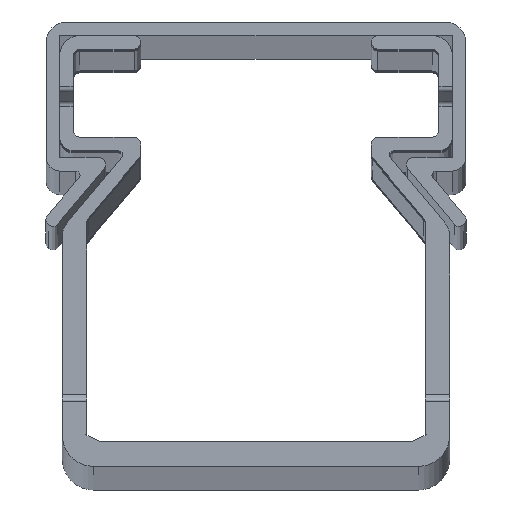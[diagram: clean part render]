
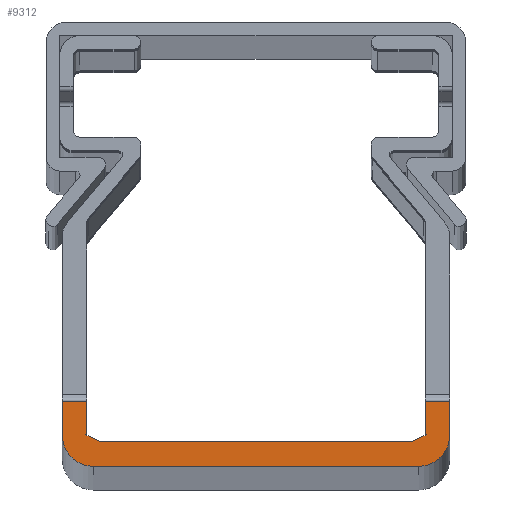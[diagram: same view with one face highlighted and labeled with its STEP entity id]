
A CAD part, top view. The second image highlights one B-rep face of the part: STEP entity #9312.
In plain terms, the highlighted planar face has unit normal (0, 0, 1).
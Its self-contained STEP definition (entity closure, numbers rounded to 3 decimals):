
#1 = DIRECTION ( 'NONE',  ( 1., 0., 0. ) ) ;
#405 = EDGE_CURVE ( 'NONE', #5242, #45887, #22415, .T. ) ;
#449 = CARTESIAN_POINT ( 'NONE',  ( 12.55, 2.325, 1000. ) ) ;
#1254 = DIRECTION ( 'NONE',  ( 0.894, -0.447, 0. ) ) ;
#1649 = ORIENTED_EDGE ( 'NONE', *, *, #11171, .F. ) ;
#1883 = ORIENTED_EDGE ( 'NONE', *, *, #27951, .F. ) ;
#2361 = CARTESIAN_POINT ( 'NONE',  ( 11.5, 1.8, 1000. ) ) ;
#2614 = EDGE_LOOP ( 'NONE', ( #35530, #9445, #26256, #29676, #14689, #30208, #1649, #20564, #35504, #25058, #43710, #41144, #39256, #38857, #24794, #1883, #25332, #7848 ) ) ;
#2699 = EDGE_CURVE ( 'NONE', #6074, #45522, #12294, .T. ) ;
#2746 = DIRECTION ( 'NONE',  ( -1., 0., 0. ) ) ;
#2900 = EDGE_CURVE ( 'NONE', #37681, #24204, #10203, .T. ) ;
#3063 = CARTESIAN_POINT ( 'NONE',  ( 0., 4.8, 1000. ) ) ;
#3293 = LINE ( 'NONE', #3063, #5133 ) ;
#3533 = EDGE_CURVE ( 'NONE', #37681, #12637, #42339, .T. ) ;
#3618 = VECTOR ( 'NONE', #16498, 1000. ) ;
#4326 = VERTEX_POINT ( 'NONE', #12745 ) ;
#4859 = AXIS2_PLACEMENT_3D ( 'NONE', #15616, #8578, #22871 ) ;
#5133 = VECTOR ( 'NONE', #20846, 1000. ) ;
#5242 = VERTEX_POINT ( 'NONE', #39005 ) ;
#5464 = EDGE_CURVE ( 'NONE', #5242, #5717, #9929, .T. ) ;
#5539 = DIRECTION ( 'NONE',  ( 0., -1., 0. ) ) ;
#5717 = VERTEX_POINT ( 'NONE', #21851 ) ;
#5739 = EDGE_CURVE ( 'NONE', #13288, #19489, #15742, .T. ) ;
#6074 = VERTEX_POINT ( 'NONE', #38668 ) ;
#6284 = DIRECTION ( 'NONE',  ( 0., 1., 0. ) ) ;
#6588 = VECTOR ( 'NONE', #22992, 1000. ) ;
#6975 = LINE ( 'NONE', #21243, #29773 ) ;
#7005 = CARTESIAN_POINT ( 'NONE',  ( 12., 2.3, 1000. ) ) ;
#7099 = LINE ( 'NONE', #32135, #21998 ) ;
#7304 = CARTESIAN_POINT ( 'NONE',  ( -12.5, 1.8, 1000. ) ) ;
#7848 = ORIENTED_EDGE ( 'NONE', *, *, #3533, .T. ) ;
#8383 = CARTESIAN_POINT ( 'NONE',  ( -12.55, 2.325, 1000. ) ) ;
#8578 = DIRECTION ( 'NONE',  ( 0., 0., 1. ) ) ;
#8623 = CARTESIAN_POINT ( 'NONE',  ( -12.5, 4.75, 1000. ) ) ;
#8700 = CARTESIAN_POINT ( 'NONE',  ( 12.5, 4.75, 1000. ) ) ;
#9185 = CARTESIAN_POINT ( 'NONE',  ( -12.5, 2.35, 1000. ) ) ;
#9312 = ADVANCED_FACE ( 'NONE', ( #28011 ), #41376, .F. ) ;
#9445 = ORIENTED_EDGE ( 'NONE', *, *, #25651, .F. ) ;
#9765 = CARTESIAN_POINT ( 'NONE',  ( 0., 0., 1000. ) ) ;
#9929 = LINE ( 'NONE', #41542, #3618 ) ;
#10203 = LINE ( 'NONE', #32188, #33260 ) ;
#10834 = VECTOR ( 'NONE', #42392, 1000. ) ;
#10843 = DIRECTION ( 'NONE',  ( -0.894, -0.447, 0. ) ) ;
#11125 = DIRECTION ( 'NONE',  ( -0.894, -0.447, 0. ) ) ;
#11171 = EDGE_CURVE ( 'NONE', #33114, #23675, #11367, .T. ) ;
#11340 = LINE ( 'NONE', #26079, #22252 ) ;
#11367 = CIRCLE ( 'NONE', #41276, 2.3 ) ;
#11982 = LINE ( 'NONE', #8700, #6588 ) ;
#12285 = VECTOR ( 'NONE', #41944, 1000. ) ;
#12294 = CIRCLE ( 'NONE', #4859, 2.3 ) ;
#12637 = VERTEX_POINT ( 'NONE', #8623 ) ;
#12745 = CARTESIAN_POINT ( 'NONE',  ( -12.55, 4.775, 1000. ) ) ;
#13288 = VERTEX_POINT ( 'NONE', #46243 ) ;
#14443 = VECTOR ( 'NONE', #5539, 1000. ) ;
#14488 = DIRECTION ( 'NONE',  ( 0., 0., -1. ) ) ;
#14530 = VECTOR ( 'NONE', #37407, 1000. ) ;
#14689 = ORIENTED_EDGE ( 'NONE', *, *, #2699, .T. ) ;
#14873 = EDGE_CURVE ( 'NONE', #28525, #33114, #11340, .T. ) ;
#15616 = CARTESIAN_POINT ( 'NONE',  ( -12., 2.3, 1000. ) ) ;
#15742 = LINE ( 'NONE', #22082, #24548 ) ;
#16498 = DIRECTION ( 'NONE',  ( 0., 1., 0. ) ) ;
#17284 = VERTEX_POINT ( 'NONE', #17975 ) ;
#17975 = CARTESIAN_POINT ( 'NONE',  ( -12.5, 4.8, 1000. ) ) ;
#19124 = CARTESIAN_POINT ( 'NONE',  ( -14.3, 0., 1000. ) ) ;
#19410 = CARTESIAN_POINT ( 'NONE',  ( -11.5, 1.8, 1000. ) ) ;
#19489 = VERTEX_POINT ( 'NONE', #26619 ) ;
#19629 = EDGE_CURVE ( 'NONE', #45887, #23359, #7099, .T. ) ;
#19985 = EDGE_CURVE ( 'NONE', #4326, #12637, #21092, .T. ) ;
#20564 = ORIENTED_EDGE ( 'NONE', *, *, #14873, .F. ) ;
#20846 = DIRECTION ( 'NONE',  ( 1., 0., 0. ) ) ;
#21092 = LINE ( 'NONE', #31161, #12285 ) ;
#21243 = CARTESIAN_POINT ( 'NONE',  ( 0., 4.8, 1000. ) ) ;
#21582 = LINE ( 'NONE', #7304, #22575 ) ;
#21851 = CARTESIAN_POINT ( 'NONE',  ( 12.5, 4.75, 1000. ) ) ;
#21911 = EDGE_CURVE ( 'NONE', #23359, #35724, #21582, .T. ) ;
#21998 = VECTOR ( 'NONE', #10843, 1000. ) ;
#22082 = CARTESIAN_POINT ( 'NONE',  ( 12.55, 4.775, 1000. ) ) ;
#22099 = VECTOR ( 'NONE', #6284, 1000. ) ;
#22252 = VECTOR ( 'NONE', #25136, 1000. ) ;
#22415 = LINE ( 'NONE', #36683, #44475 ) ;
#22575 = VECTOR ( 'NONE', #35850, 1000. ) ;
#22871 = DIRECTION ( 'NONE',  ( -1., 0., 0. ) ) ;
#22992 = DIRECTION ( 'NONE',  ( -0.894, -0.447, 0. ) ) ;
#23135 = LINE ( 'NONE', #8383, #14530 ) ;
#23359 = VERTEX_POINT ( 'NONE', #2361 ) ;
#23675 = VERTEX_POINT ( 'NONE', #25724 ) ;
#24204 = VERTEX_POINT ( 'NONE', #29885 ) ;
#24548 = VECTOR ( 'NONE', #1254, 1000. ) ;
#24794 = ORIENTED_EDGE ( 'NONE', *, *, #21911, .T. ) ;
#25058 = ORIENTED_EDGE ( 'NONE', *, *, #5739, .T. ) ;
#25097 = EDGE_CURVE ( 'NONE', #19489, #5717, #11982, .T. ) ;
#25136 = DIRECTION ( 'NONE',  ( 0., -1., 0. ) ) ;
#25235 = EDGE_CURVE ( 'NONE', #17284, #26525, #6975, .T. ) ;
#25332 = ORIENTED_EDGE ( 'NONE', *, *, #2900, .F. ) ;
#25651 = EDGE_CURVE ( 'NONE', #17284, #4326, #42045, .T. ) ;
#25724 = CARTESIAN_POINT ( 'NONE',  ( 12., 0., 1000. ) ) ;
#26079 = CARTESIAN_POINT ( 'NONE',  ( 14.3, 0., 1000. ) ) ;
#26256 = ORIENTED_EDGE ( 'NONE', *, *, #25235, .T. ) ;
#26378 = LINE ( 'NONE', #19124, #14443 ) ;
#26525 = VERTEX_POINT ( 'NONE', #27836 ) ;
#26619 = CARTESIAN_POINT ( 'NONE',  ( 12.55, 4.775, 1000. ) ) ;
#27534 = CARTESIAN_POINT ( 'NONE',  ( -12.55, 4.775, 1000. ) ) ;
#27836 = CARTESIAN_POINT ( 'NONE',  ( -14.3, 4.8, 1000. ) ) ;
#27951 = EDGE_CURVE ( 'NONE', #24204, #35724, #23135, .T. ) ;
#28011 = FACE_OUTER_BOUND ( 'NONE', #2614, .T. ) ;
#28099 = VECTOR ( 'NONE', #41820, 1000. ) ;
#28162 = CARTESIAN_POINT ( 'NONE',  ( -12., 0., 1000. ) ) ;
#28525 = VERTEX_POINT ( 'NONE', #37821 ) ;
#28962 = DIRECTION ( 'NONE',  ( -1., 0., 0. ) ) ;
#29676 = ORIENTED_EDGE ( 'NONE', *, *, #36174, .T. ) ;
#29773 = VECTOR ( 'NONE', #28962, 1000. ) ;
#29885 = CARTESIAN_POINT ( 'NONE',  ( -12.55, 2.325, 1000. ) ) ;
#30208 = ORIENTED_EDGE ( 'NONE', *, *, #35520, .T. ) ;
#30865 = CARTESIAN_POINT ( 'NONE',  ( -12.5, 18.157, 1000. ) ) ;
#31161 = CARTESIAN_POINT ( 'NONE',  ( -12.5, 4.75, 1000. ) ) ;
#31609 = LINE ( 'NONE', #45900, #10834 ) ;
#32135 = CARTESIAN_POINT ( 'NONE',  ( 12.55, 2.325, 1000. ) ) ;
#32188 = CARTESIAN_POINT ( 'NONE',  ( -12.5, 2.35, 1000. ) ) ;
#33114 = VERTEX_POINT ( 'NONE', #45671 ) ;
#33260 = VECTOR ( 'NONE', #11125, 1000. ) ;
#34314 = DIRECTION ( 'NONE',  ( 0.894, -0.447, 0. ) ) ;
#35504 = ORIENTED_EDGE ( 'NONE', *, *, #41989, .F. ) ;
#35520 = EDGE_CURVE ( 'NONE', #45522, #23675, #31609, .T. ) ;
#35530 = ORIENTED_EDGE ( 'NONE', *, *, #19985, .F. ) ;
#35724 = VERTEX_POINT ( 'NONE', #19410 ) ;
#35850 = DIRECTION ( 'NONE',  ( -1., 0., 0. ) ) ;
#36174 = EDGE_CURVE ( 'NONE', #26525, #6074, #26378, .T. ) ;
#36683 = CARTESIAN_POINT ( 'NONE',  ( 12.5, 2.35, 1000. ) ) ;
#37407 = DIRECTION ( 'NONE',  ( 0.894, -0.447, 0. ) ) ;
#37681 = VERTEX_POINT ( 'NONE', #9185 ) ;
#37821 = CARTESIAN_POINT ( 'NONE',  ( 14.3, 4.8, 1000. ) ) ;
#38668 = CARTESIAN_POINT ( 'NONE',  ( -14.3, 2.3, 1000. ) ) ;
#38857 = ORIENTED_EDGE ( 'NONE', *, *, #19629, .T. ) ;
#39005 = CARTESIAN_POINT ( 'NONE',  ( 12.5, 2.35, 1000. ) ) ;
#39256 = ORIENTED_EDGE ( 'NONE', *, *, #405, .T. ) ;
#39290 = AXIS2_PLACEMENT_3D ( 'NONE', #9765, #45597, #2746 ) ;
#41144 = ORIENTED_EDGE ( 'NONE', *, *, #5464, .F. ) ;
#41276 = AXIS2_PLACEMENT_3D ( 'NONE', #7005, #14488, #1 ) ;
#41376 = PLANE ( 'NONE',  #39290 ) ;
#41542 = CARTESIAN_POINT ( 'NONE',  ( 12.5, 18.157, 1000. ) ) ;
#41820 = DIRECTION ( 'NONE',  ( -0.894, -0.447, 0. ) ) ;
#41944 = DIRECTION ( 'NONE',  ( 0.894, -0.447, 0. ) ) ;
#41989 = EDGE_CURVE ( 'NONE', #13288, #28525, #3293, .T. ) ;
#42045 = LINE ( 'NONE', #27534, #28099 ) ;
#42339 = LINE ( 'NONE', #30865, #22099 ) ;
#42392 = DIRECTION ( 'NONE',  ( 1., 0., 0. ) ) ;
#43710 = ORIENTED_EDGE ( 'NONE', *, *, #25097, .T. ) ;
#44475 = VECTOR ( 'NONE', #34314, 1000. ) ;
#45522 = VERTEX_POINT ( 'NONE', #28162 ) ;
#45597 = DIRECTION ( 'NONE',  ( 0., 0., -1. ) ) ;
#45671 = CARTESIAN_POINT ( 'NONE',  ( 14.3, 2.3, 1000. ) ) ;
#45887 = VERTEX_POINT ( 'NONE', #449 ) ;
#45900 = CARTESIAN_POINT ( 'NONE',  ( 0., 0., 1000. ) ) ;
#46243 = CARTESIAN_POINT ( 'NONE',  ( 12.5, 4.8, 1000. ) ) ;
